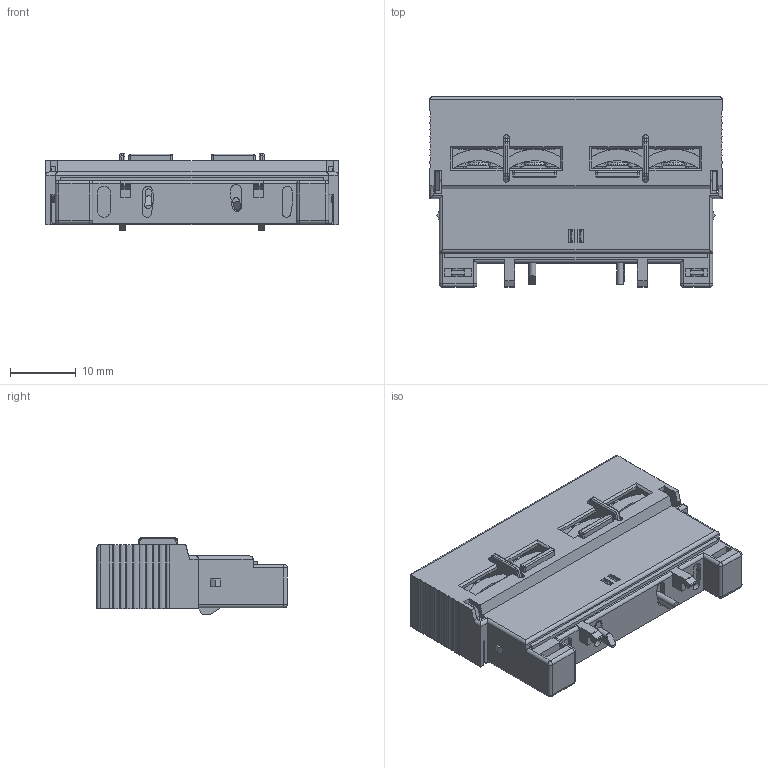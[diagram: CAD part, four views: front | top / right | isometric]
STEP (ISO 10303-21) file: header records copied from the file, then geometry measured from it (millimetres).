
FILE_DESCRIPTION((''),'2;1');
FILE_NAME('62430037P02_SW0002','2025-05-27T',('li.xiao'),(''),'PRO/ENGINEER BY PARAMETRIC TECHNOLOGY CORPORATION, 2017170','PRO/ENGINEER BY PARAMETRIC TECHNOLOGY CORPORATION, 2017170','');
FILE_SCHEMA(('CONFIG_CONTROL_DESIGN'));
Length unit declared in the file: millimetre
Products named in the file (1): 62430037P02_SW0002
Bounding box: 44.5 x 29 x 11.7 mm (x, y, z)
Volume: 7308.2 mm3; surface area: 8566.4 mm2
Topology: 1 solids, 1 shells, 1192 faces, 3426 edges, 2219 vertices
Faces by surface type: plane 773, cylinder 323, torus 56, sphere 16, cone 16, bspline 8
Entity records: 41500 total; most frequent: CARTESIAN_POINT 10140, ORIENTED_EDGE 6852, DIRECTION 6189, EDGE_CURVE 3426, VECTOR 2403, LINE 2403, VERTEX_POINT 2219, AXIS2_PLACEMENT_3D 1893
